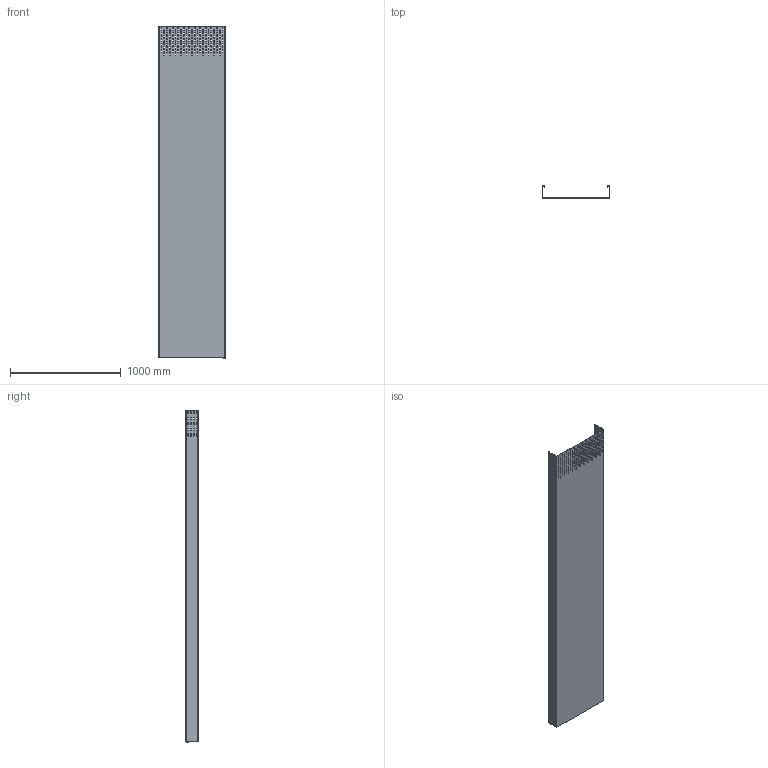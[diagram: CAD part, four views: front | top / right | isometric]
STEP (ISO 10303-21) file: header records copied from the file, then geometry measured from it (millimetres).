
FILE_DESCRIPTION (( 'STEP AP214' ), '1' );
FILE_NAME ('6060710.STEP', '2025-08-25T08:09:13', ( '' ), ( '' ), 'SwSTEP 2.0', 'SolidWorks 2024', '' );
FILE_SCHEMA (( 'AUTOMOTIVE_DESIGN' ));
Length unit declared in the file: millimetre
Products named in the file (1): 6060710
Bounding box: 600 x 110 x 3000 mm (x, y, z)
Volume: 2504792 mm3; surface area: 5032622.8 mm2
Topology: 1 solids, 1 shells, 775 faces, 2295 edges, 1522 vertices
Faces by surface type: cylinder 435, plane 340
Entity records: 26830 total; most frequent: DIRECTION 4717, CARTESIAN_POINT 4593, ORIENTED_EDGE 4590, EDGE_CURVE 2295, AXIS2_PLACEMENT_3D 1646, VERTEX_POINT 1522, VECTOR 1425, LINE 1425
